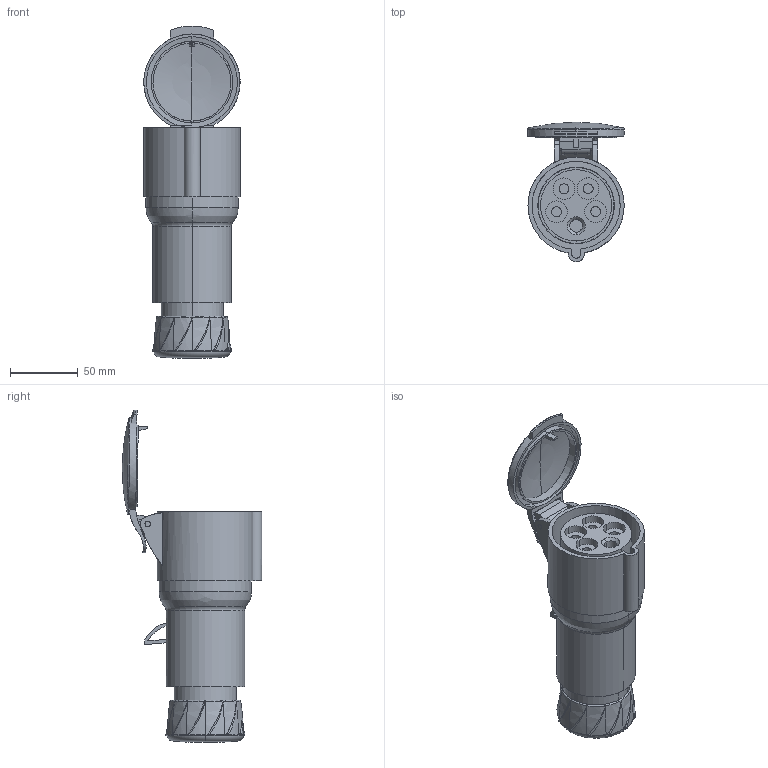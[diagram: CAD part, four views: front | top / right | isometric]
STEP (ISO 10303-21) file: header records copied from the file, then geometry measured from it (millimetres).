
FILE_DESCRIPTION((''),'2;1');
FILE_NAME('PKF32M435_3D-SIMPLIFIED_ASM','2023-02-20T16:21:53',('gines.fernandez'),(''),'CREO PARAMETRIC BY PTC INC, 2018260','CREO PARAMETRIC BY PTC INC, 2018260','');
FILE_SCHEMA(('AUTOMOTIVE_DESIGN { 1 0 10303 214 1 1 1 1 }'));
Length unit declared in the file: inch
Products named in the file (10): PRT2; PRT3; PRT1_ASM; PRT4; PRT5; PRT6; PRT7; PRT8; PRT9; PKF32M435_3D-SIMPLIFIED_ASM
Assembly tree (9 placements, depth 3):
  PKF32M435_3D-SIMPLIFIED_ASM
    PRT1_ASM
      PRT2
      PRT3
    PRT4
    PRT5
    PRT6
    PRT7
    PRT8
    PRT9
Bounding box: 71.12 x 102.71 x 244.74 mm (x, y, z)
Volume: 295301 mm3; surface area: 132209.7 mm2
Topology: 8 solids, 8 shells, 359 faces, 1034 edges, 713 vertices
Faces by surface type: cylinder 144, plane 125, torus 38, bspline 28, cone 20, sphere 4
Entity records: 16291 total; most frequent: CARTESIAN_POINT 5691, ORIENTED_EDGE 2060, DIRECTION 1991, EDGE_CURVE 1030, AXIS2_PLACEMENT_3D 813, VERTEX_POINT 713, CIRCLE 461, EDGE_LOOP 403
